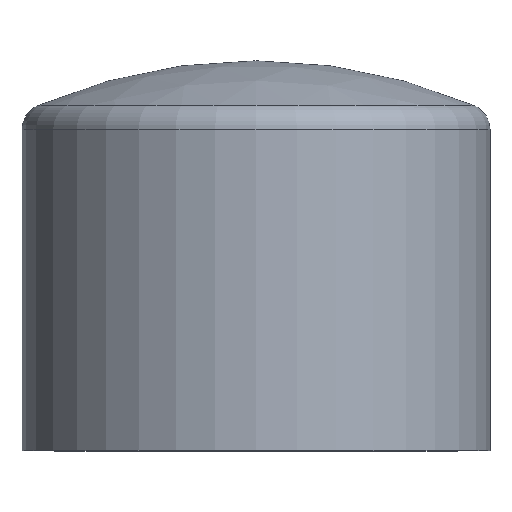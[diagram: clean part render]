
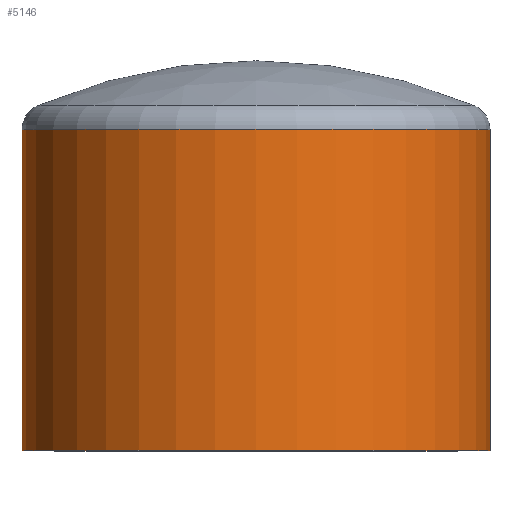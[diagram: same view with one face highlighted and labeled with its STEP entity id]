
A CAD part, top view. The second image highlights one B-rep face of the part: STEP entity #5146.
In plain terms, the highlighted cylindrical face has radius 9 mm (diameter 18 mm), a partial arc.
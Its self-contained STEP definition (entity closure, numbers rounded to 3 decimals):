
#185 = EDGE_CURVE ( 'NONE', #7449, #9940, #5800, .T. ) ;
#587 = DIRECTION ( 'NONE',  ( 0., -1., 0. ) ) ;
#802 = AXIS2_PLACEMENT_3D ( 'NONE', #2413, #10195, #1516 ) ;
#1251 = EDGE_CURVE ( 'NONE', #9940, #5647, #7827, .T. ) ;
#1516 = DIRECTION ( 'NONE',  ( 1., 0., 0. ) ) ;
#1647 = LINE ( 'NONE', #3706, #12871 ) ;
#2053 = DIRECTION ( 'NONE',  ( 0., -1., 0. ) ) ;
#2330 = FACE_OUTER_BOUND ( 'NONE', #7350, .T. ) ;
#2413 = CARTESIAN_POINT ( 'NONE',  ( 0., 0., 0. ) ) ;
#2985 = DIRECTION ( 'NONE',  ( 0., -1., 0. ) ) ;
#3338 = VERTEX_POINT ( 'NONE', #12673 ) ;
#3486 = CARTESIAN_POINT ( 'NONE',  ( -9., 0., 0. ) ) ;
#3706 = CARTESIAN_POINT ( 'NONE',  ( 9., 11.902, 0. ) ) ;
#4189 = CARTESIAN_POINT ( 'NONE',  ( 0., 12.353, 0. ) ) ;
#4373 = CYLINDRICAL_SURFACE ( 'NONE', #4510, 9. ) ;
#4510 = AXIS2_PLACEMENT_3D ( 'NONE', #9433, #2985, #10525 ) ;
#4607 = VECTOR ( 'NONE', #587, 1000. ) ;
#4948 = DIRECTION ( 'NONE',  ( 0., -1., 0. ) ) ;
#5021 = ORIENTED_EDGE ( 'NONE', *, *, #13830, .F. ) ;
#5022 = EDGE_CURVE ( 'NONE', #7449, #3338, #1647, .T. ) ;
#5146 = ADVANCED_FACE ( 'NONE', ( #2330 ), #4373, .T. ) ;
#5647 = VERTEX_POINT ( 'NONE', #3486 ) ;
#5800 = CIRCLE ( 'NONE', #9418, 9. ) ;
#6045 = CARTESIAN_POINT ( 'NONE',  ( -9., 11.902, 0. ) ) ;
#7156 = ORIENTED_EDGE ( 'NONE', *, *, #1251, .T. ) ;
#7350 = EDGE_LOOP ( 'NONE', ( #12290, #7156, #5021, #9881 ) ) ;
#7449 = VERTEX_POINT ( 'NONE', #8129 ) ;
#7827 = LINE ( 'NONE', #6045, #4607 ) ;
#8129 = CARTESIAN_POINT ( 'NONE',  ( 9., 12.353, 0. ) ) ;
#9418 = AXIS2_PLACEMENT_3D ( 'NONE', #4189, #2053, #13936 ) ;
#9433 = CARTESIAN_POINT ( 'NONE',  ( 0., 11.902, 0. ) ) ;
#9881 = ORIENTED_EDGE ( 'NONE', *, *, #5022, .F. ) ;
#9940 = VERTEX_POINT ( 'NONE', #12547 ) ;
#10195 = DIRECTION ( 'NONE',  ( 0., -1., 0. ) ) ;
#10525 = DIRECTION ( 'NONE',  ( 1., 0., 0. ) ) ;
#12290 = ORIENTED_EDGE ( 'NONE', *, *, #185, .T. ) ;
#12547 = CARTESIAN_POINT ( 'NONE',  ( -9., 12.353, 0. ) ) ;
#12673 = CARTESIAN_POINT ( 'NONE',  ( 9., 0., 0. ) ) ;
#12871 = VECTOR ( 'NONE', #4948, 1000. ) ;
#13032 = CIRCLE ( 'NONE', #802, 9. ) ;
#13830 = EDGE_CURVE ( 'NONE', #3338, #5647, #13032, .T. ) ;
#13936 = DIRECTION ( 'NONE',  ( 1., 0., 0. ) ) ;
